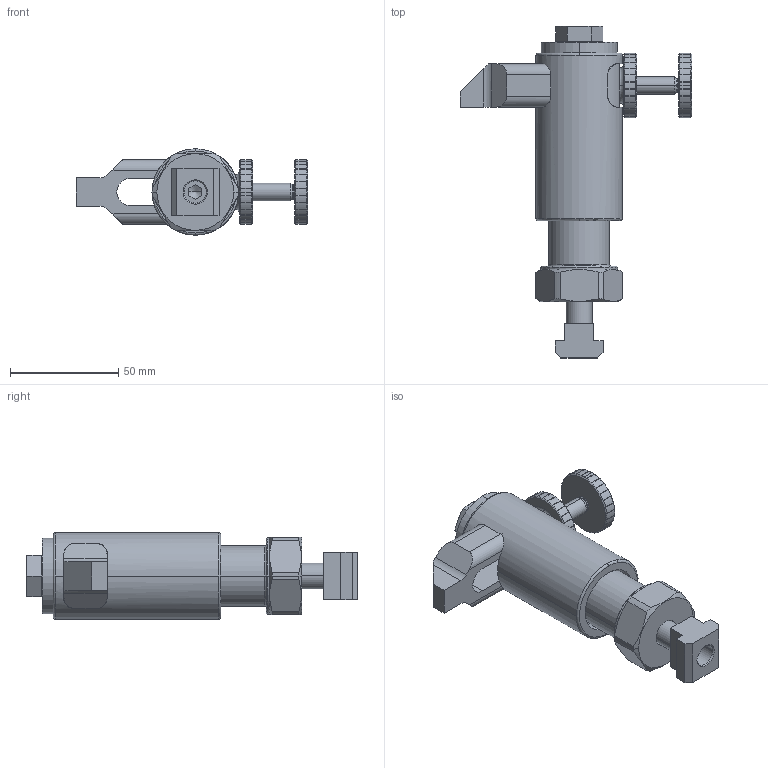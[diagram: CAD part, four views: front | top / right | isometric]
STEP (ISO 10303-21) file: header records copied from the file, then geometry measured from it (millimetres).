
FILE_DESCRIPTION(('STEP AP214'),'1');
FILE_NAME('HALDERN_EH_23310_0084.stp','2020-02-28T09:43:16',('TraceParts'),('TraceParts S.A.'),'Spatial InterOp 3D',' ',' ');
FILE_SCHEMA(('AUTOMOTIVE_DESIGN { 1 0 10303 214 1 1 1 1 }'));
Length unit declared in the file: millimetre
Products named in the file (1): HALDERN_EH_23310_0084_1
Bounding box: 107 x 153.5 x 40 mm (x, y, z)
Volume: 148121.4 mm3; surface area: 51669.1 mm2
Topology: 9 solids, 9 shells, 488 faces, 1105 edges, 638 vertices
Faces by surface type: plane 291, cylinder 121, cone 58, torus 18
Entity records: 17633 total; most frequent: CARTESIAN_POINT 2554, DIRECTION 2487, ORIENTED_EDGE 2206, EDGE_CURVE 1103, AXIS2_PLACEMENT_3D 939, VERTEX_POINT 638, LINE 609, VECTOR 609
